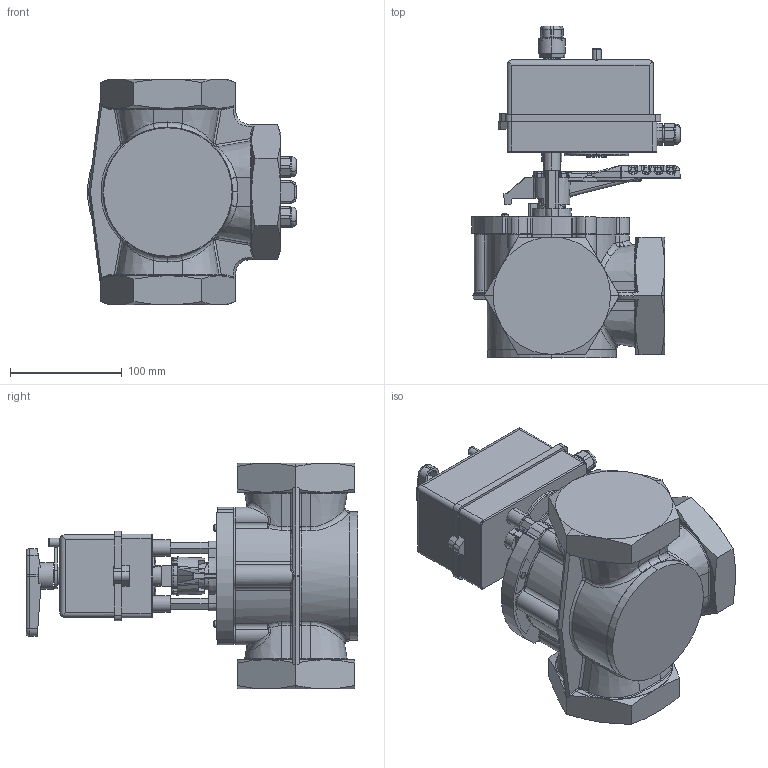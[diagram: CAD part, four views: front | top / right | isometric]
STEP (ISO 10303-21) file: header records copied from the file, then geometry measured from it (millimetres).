
FILE_DESCRIPTION(('CATIA V5 STEP Exchange'),'2;1');
FILE_NAME('STEP_612011_-_TST.stp','2018-05-09T15:06:52+00:00',('none'),('none'),'CATIA Version 5-6 Release 2016 SP4','CATIA V5 STEP AP203','none');
FILE_SCHEMA(('CONFIG_CONTROL_DESIGN'));
Products named in the file (1): 612011 - TST
Bounding box: 186.75 x 297 x 202 mm (x, y, z)
Volume: 3467731.5 mm3; surface area: 278207.1 mm2
Topology: 2 solids, 35 shells, 2572 faces, 6799 edges, 4293 vertices
Faces by surface type: plane 1017, cylinder 798, bspline 392, cone 165, torus 156, sphere 44
Entity records: 97002 total; most frequent: CARTESIAN_POINT 40794, ORIENTED_EDGE 13402, DIRECTION 8543, EDGE_CURVE 6701, VERTEX_POINT 4293, AXIS2_PLACEMENT_3D 3464, VECTOR 3121, LINE 3121
